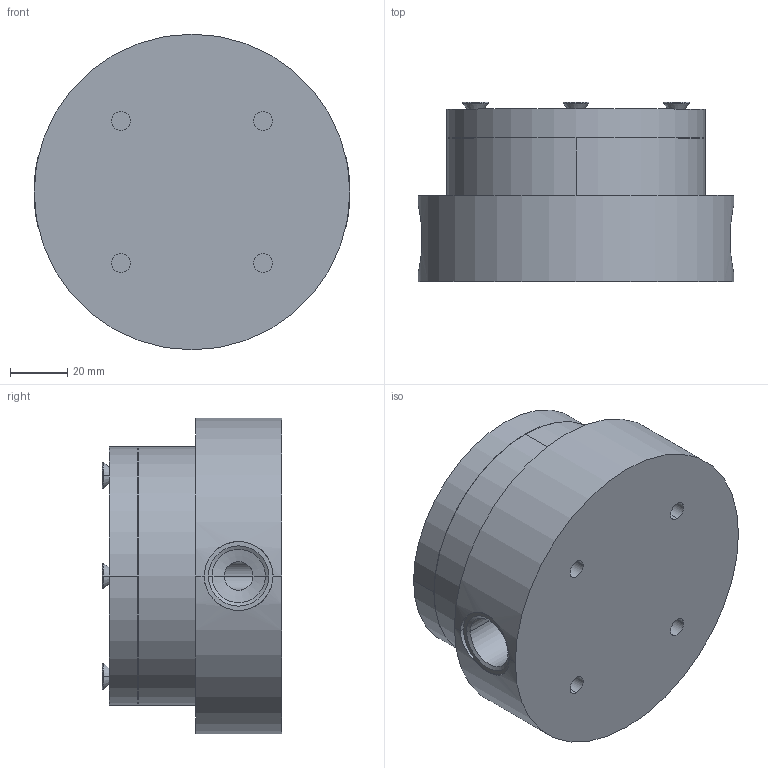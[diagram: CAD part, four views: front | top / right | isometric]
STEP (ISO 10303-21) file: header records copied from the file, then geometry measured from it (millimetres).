
FILE_DESCRIPTION((''),'2;1');
FILE_NAME('LIG030','2021-05-04T15:05:49',('ut3'),('PAFFONI SpA'),'CREO PARAMETRIC BY PTC INC, 2020044','CREO PARAMETRIC BY PTC INC, 2020044','');
FILE_SCHEMA(('CONFIG_CONTROL_DESIGN','SHAPE_APPEARANCE_LAYERS_GROUPS'));
Length unit declared in the file: millimetre
Products named in the file (1): LIG030
Bounding box: 110 x 62.5 x 110 mm (x, y, z)
Volume: 423619.5 mm3; surface area: 66072.5 mm2
Topology: 1 solids, 1 shells, 201 faces, 502 edges, 318 vertices
Faces by surface type: plane 87, cylinder 78, cone 28, torus 8
Entity records: 7850 total; most frequent: CARTESIAN_POINT 1371, DIRECTION 1072, ORIENTED_EDGE 996, EDGE_CURVE 498, AXIS2_PLACEMENT_3D 385, VERTEX_POINT 318, VECTOR 302, LINE 302
